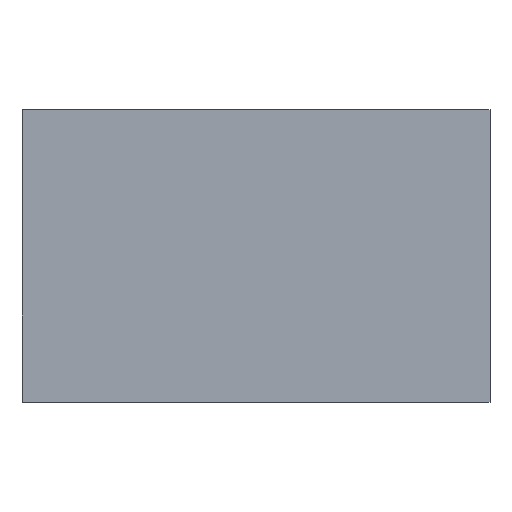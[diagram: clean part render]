
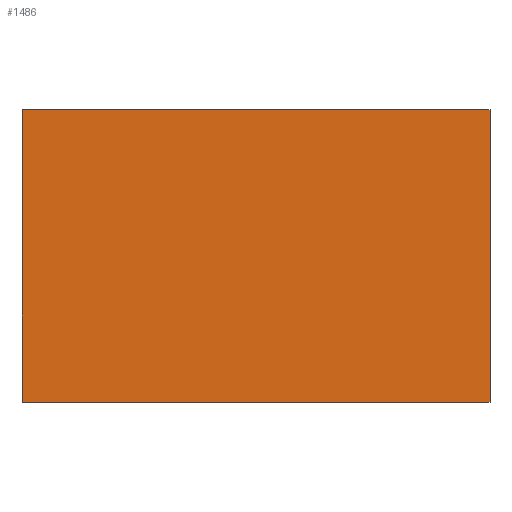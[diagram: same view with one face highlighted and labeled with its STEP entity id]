
A CAD part, top view. The second image highlights one B-rep face of the part: STEP entity #1486.
In plain terms, the highlighted planar face has unit normal (0, 0, 1).
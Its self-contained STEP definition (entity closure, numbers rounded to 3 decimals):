
#151=FACE_OUTER_BOUND('',#234,.T.);
#234=EDGE_LOOP('',(#1368,#1369,#1370,#1371));
#350=LINE('',#2935,#471);
#352=LINE('',#2939,#473);
#354=LINE('',#2943,#475);
#356=LINE('',#2946,#477);
#471=VECTOR('',#1704,10.);
#473=VECTOR('',#1708,10.);
#475=VECTOR('',#1712,10.);
#477=VECTOR('',#1716,10.);
#718=VERTEX_POINT('',#2932);
#719=VERTEX_POINT('',#2934);
#720=VERTEX_POINT('',#2938);
#721=VERTEX_POINT('',#2942);
#934=EDGE_CURVE('',#718,#719,#350,.T.);
#936=EDGE_CURVE('',#719,#720,#352,.T.);
#938=EDGE_CURVE('',#720,#721,#354,.T.);
#940=EDGE_CURVE('',#721,#718,#356,.T.);
#1368=ORIENTED_EDGE('',*,*,#934,.F.);
#1369=ORIENTED_EDGE('',*,*,#940,.F.);
#1370=ORIENTED_EDGE('',*,*,#938,.F.);
#1371=ORIENTED_EDGE('',*,*,#936,.F.);
#1407=PLANE('',#1536);
#1486=ADVANCED_FACE('',(#151),#1407,.T.);
#1536=AXIS2_PLACEMENT_3D('',#2947,#1717,#1718);
#1704=DIRECTION('',(0.,-1.,0.));
#1708=DIRECTION('',(-1.,0.,0.));
#1712=DIRECTION('',(0.,1.,0.));
#1716=DIRECTION('',(1.,0.,0.));
#1717=DIRECTION('center_axis',(0.,0.,1.));
#1718=DIRECTION('ref_axis',(1.,0.,0.));
#2932=CARTESIAN_POINT('',(1.,0.625,0.5));
#2934=CARTESIAN_POINT('',(1.,-0.625,0.5));
#2935=CARTESIAN_POINT('',(1.,0.625,0.5));
#2938=CARTESIAN_POINT('',(-1.,-0.625,0.5));
#2939=CARTESIAN_POINT('',(1.,-0.625,0.5));
#2942=CARTESIAN_POINT('',(-1.,0.625,0.5));
#2943=CARTESIAN_POINT('',(-1.,-0.625,0.5));
#2946=CARTESIAN_POINT('',(-1.,0.625,0.5));
#2947=CARTESIAN_POINT('Origin',(0.,0.,0.5));
